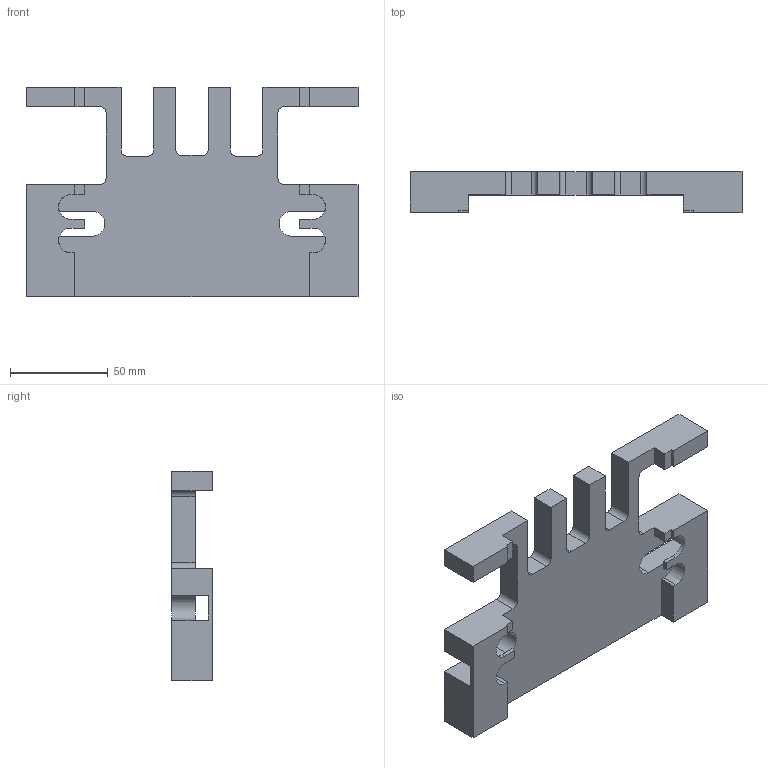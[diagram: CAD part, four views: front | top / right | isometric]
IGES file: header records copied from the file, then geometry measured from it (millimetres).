
Start section:  PTC IGES file: end_feedthru_router_guide.igs
Global section: file name: end_feedthru_router_guide.igs; native system: Pro/ENGINEER by Parametric Technology Corporation; preprocessor: 2004280; author: ericcan; organization: Unknown; date: 050721.153300; units: millimetre
Bounding box: 170 x 20.85 x 107.5 mm (x, y, z)
Surface area: 43358.5 mm2 (no closed solid volume)
Topology: 0 solids, 0 shells, 76 faces, 468 edges, 468 vertices
Faces by surface type: bspline 60, revolution 16
